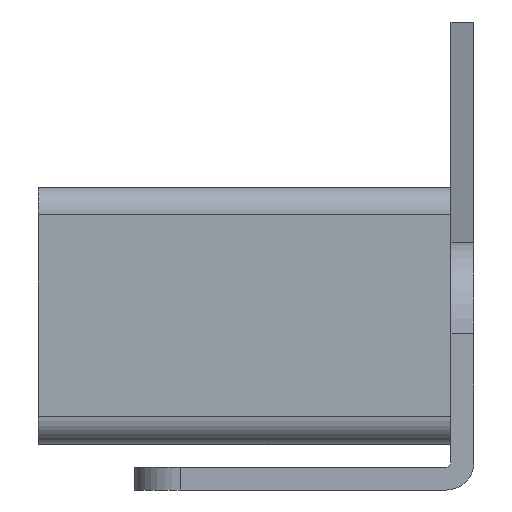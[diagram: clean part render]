
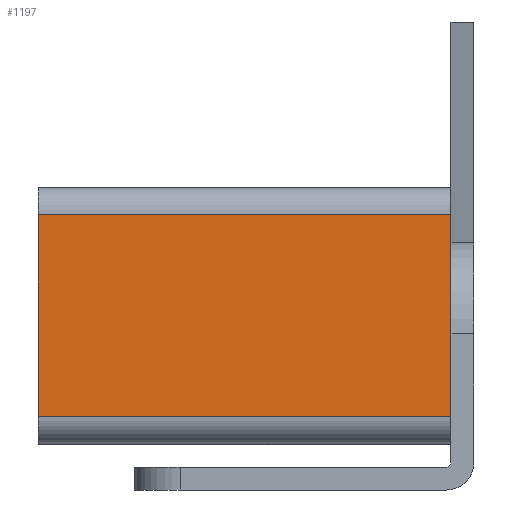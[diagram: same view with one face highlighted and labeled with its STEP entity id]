
A CAD part, left-side view. The second image highlights one B-rep face of the part: STEP entity #1197.
In plain terms, the highlighted planar face has unit normal (-1, 0, 0).
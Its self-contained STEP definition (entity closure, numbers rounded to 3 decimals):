
#35=DIRECTION('',(0.,0.,1.));
#36=VECTOR('',#35,22.);
#37=CARTESIAN_POINT('',(-66.,2.5,8.));
#38=LINE('',#37,#36);
#153=DIRECTION('',(0.,-1.,0.));
#154=VECTOR('',#153,45.);
#155=CARTESIAN_POINT('',(-66.,47.5,8.));
#156=LINE('',#155,#154);
#157=DIRECTION('',(0.,-1.,0.));
#158=VECTOR('',#157,45.);
#159=CARTESIAN_POINT('',(-66.,47.5,30.));
#160=LINE('',#159,#158);
#318=DIRECTION('',(0.,0.,1.));
#319=VECTOR('',#318,22.);
#320=CARTESIAN_POINT('',(-66.,47.5,8.));
#321=LINE('',#320,#319);
#897=CARTESIAN_POINT('',(-66.,47.5,8.));
#898=VERTEX_POINT('',#897);
#899=CARTESIAN_POINT('',(-66.,2.5,8.));
#900=VERTEX_POINT('',#899);
#917=CARTESIAN_POINT('',(-66.,47.5,30.));
#918=CARTESIAN_POINT('',(-66.,2.5,30.));
#919=VERTEX_POINT('',#917);
#920=VERTEX_POINT('',#918);
#1183=CARTESIAN_POINT('',(-66.,2.5,5.));
#1184=DIRECTION('',(-1.,0.,0.));
#1185=DIRECTION('',(0.,0.,1.));
#1186=AXIS2_PLACEMENT_3D('',#1183,#1184,#1185);
#1187=PLANE('',#1186);
#1189=ORIENTED_EDGE('',*,*,#1188,.F.);
#1191=ORIENTED_EDGE('',*,*,#1190,.T.);
#1193=ORIENTED_EDGE('',*,*,#1192,.T.);
#1194=ORIENTED_EDGE('',*,*,#1156,.F.);
#1195=EDGE_LOOP('',(#1189,#1191,#1193,#1194));
#1196=FACE_OUTER_BOUND('',#1195,.F.);
#1197=ADVANCED_FACE('',(#1196),#1187,.T.);
#1156=EDGE_CURVE('',#900,#920,#38,.T.);
#1188=EDGE_CURVE('',#898,#900,#156,.T.);
#1190=EDGE_CURVE('',#898,#919,#321,.T.);
#1192=EDGE_CURVE('',#919,#920,#160,.T.);
